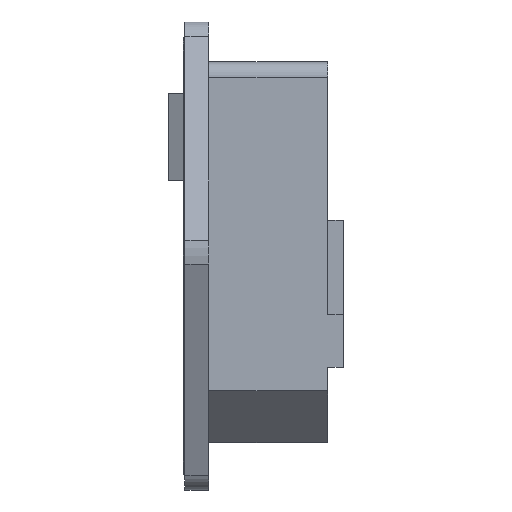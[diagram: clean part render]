
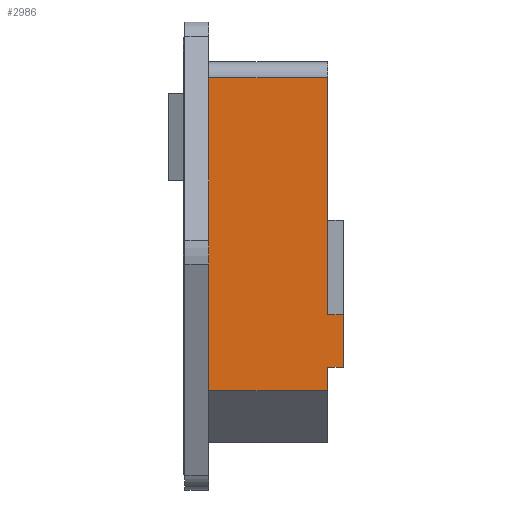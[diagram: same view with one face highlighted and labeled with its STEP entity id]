
A CAD part, left-side view. The second image highlights one B-rep face of the part: STEP entity #2986.
In plain terms, the highlighted planar face has unit normal (-1, 0, 0).
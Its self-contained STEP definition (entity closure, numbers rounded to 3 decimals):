
#102 = LINE ( 'NONE', #2376, #2321 ) ;
#111 = LINE ( 'NONE', #1460, #4580 ) ;
#128 = DIRECTION ( 'NONE',  ( 0., 0., 1. ) ) ;
#166 = CARTESIAN_POINT ( 'NONE',  ( -13.75, 0., -7.9 ) ) ;
#215 = CARTESIAN_POINT ( 'NONE',  ( -13.75, 0., 22. ) ) ;
#355 = DIRECTION ( 'NONE',  ( 0., -1., 0. ) ) ;
#424 = ORIENTED_EDGE ( 'NONE', *, *, #2285, .T. ) ;
#429 = VECTOR ( 'NONE', #858, 1000. ) ;
#455 = ORIENTED_EDGE ( 'NONE', *, *, #1555, .T. ) ;
#485 = EDGE_CURVE ( 'NONE', #617, #5882, #3331, .T. ) ;
#493 = EDGE_LOOP ( 'NONE', ( #424, #455, #514, #1996, #2772, #5759, #4394, #1820 ) ) ;
#514 = ORIENTED_EDGE ( 'NONE', *, *, #1906, .T. ) ;
#573 = DIRECTION ( 'NONE',  ( -1., 0., 0. ) ) ;
#581 = VERTEX_POINT ( 'NONE', #5318 ) ;
#617 = VERTEX_POINT ( 'NONE', #4875 ) ;
#677 = VECTOR ( 'NONE', #4683, 1000. ) ;
#858 = DIRECTION ( 'NONE',  ( 0., -1., 0. ) ) ;
#1081 = VERTEX_POINT ( 'NONE', #1608 ) ;
#1414 = LINE ( 'NONE', #3608, #1784 ) ;
#1460 = CARTESIAN_POINT ( 'NONE',  ( -13.75, 0., 0. ) ) ;
#1474 = EDGE_CURVE ( 'NONE', #5882, #3822, #2310, .T. ) ;
#1522 = DIRECTION ( 'NONE',  ( 0., 0., 1. ) ) ;
#1555 = EDGE_CURVE ( 'NONE', #3198, #581, #2066, .T. ) ;
#1608 = CARTESIAN_POINT ( 'NONE',  ( -13.75, 2., -14.5 ) ) ;
#1725 = VECTOR ( 'NONE', #355, 1000. ) ;
#1784 = VECTOR ( 'NONE', #4534, 1000. ) ;
#1820 = ORIENTED_EDGE ( 'NONE', *, *, #1474, .T. ) ;
#1906 = EDGE_CURVE ( 'NONE', #581, #1081, #4908, .T. ) ;
#1992 = EDGE_CURVE ( 'NONE', #4775, #5198, #111, .T. ) ;
#1996 = ORIENTED_EDGE ( 'NONE', *, *, #4233, .T. ) ;
#2066 = LINE ( 'NONE', #4436, #1725 ) ;
#2263 = DIRECTION ( 'NONE',  ( 0., 0., 1. ) ) ;
#2285 = EDGE_CURVE ( 'NONE', #3822, #3198, #102, .T. ) ;
#2310 = LINE ( 'NONE', #215, #677 ) ;
#2321 = VECTOR ( 'NONE', #5459, 1000. ) ;
#2376 = CARTESIAN_POINT ( 'NONE',  ( -13.75, 17., 0. ) ) ;
#2378 = CARTESIAN_POINT ( 'NONE',  ( -13.75, 2., 22. ) ) ;
#2383 = CARTESIAN_POINT ( 'NONE',  ( -13.75, 0., -14.5 ) ) ;
#2679 = VECTOR ( 'NONE', #1522, 1000. ) ;
#2725 = CARTESIAN_POINT ( 'NONE',  ( -13.75, 17., 22. ) ) ;
#2748 = CARTESIAN_POINT ( 'NONE',  ( -13.75, 2., 0. ) ) ;
#2772 = ORIENTED_EDGE ( 'NONE', *, *, #1992, .T. ) ;
#2986 = ADVANCED_FACE ( 'NONE', ( #5668 ), #3725, .T. ) ;
#3198 = VERTEX_POINT ( 'NONE', #5576 ) ;
#3296 = DIRECTION ( 'NONE',  ( 0., 0., 1. ) ) ;
#3331 = LINE ( 'NONE', #5597, #2679 ) ;
#3371 = AXIS2_PLACEMENT_3D ( 'NONE', #4652, #573, #128 ) ;
#3608 = CARTESIAN_POINT ( 'NONE',  ( -13.75, 0., -7.9 ) ) ;
#3725 = PLANE ( 'NONE',  #3371 ) ;
#3822 = VERTEX_POINT ( 'NONE', #2725 ) ;
#3961 = LINE ( 'NONE', #4080, #429 ) ;
#4080 = CARTESIAN_POINT ( 'NONE',  ( -13.75, 0., -14.5 ) ) ;
#4233 = EDGE_CURVE ( 'NONE', #1081, #4775, #3961, .T. ) ;
#4394 = ORIENTED_EDGE ( 'NONE', *, *, #485, .T. ) ;
#4436 = CARTESIAN_POINT ( 'NONE',  ( -13.75, 0., -17.5 ) ) ;
#4534 = DIRECTION ( 'NONE',  ( 0., 1., 0. ) ) ;
#4580 = VECTOR ( 'NONE', #3296, 1000. ) ;
#4652 = CARTESIAN_POINT ( 'NONE',  ( -13.75, 0., 0. ) ) ;
#4683 = DIRECTION ( 'NONE',  ( 0., 1., 0. ) ) ;
#4775 = VERTEX_POINT ( 'NONE', #2383 ) ;
#4865 = VECTOR ( 'NONE', #2263, 1000. ) ;
#4875 = CARTESIAN_POINT ( 'NONE',  ( -13.75, 2., -7.9 ) ) ;
#4908 = LINE ( 'NONE', #2748, #4865 ) ;
#5105 = EDGE_CURVE ( 'NONE', #5198, #617, #1414, .T. ) ;
#5198 = VERTEX_POINT ( 'NONE', #166 ) ;
#5318 = CARTESIAN_POINT ( 'NONE',  ( -13.75, 2., -17.5 ) ) ;
#5459 = DIRECTION ( 'NONE',  ( 0., 0., -1. ) ) ;
#5576 = CARTESIAN_POINT ( 'NONE',  ( -13.75, 17., -17.5 ) ) ;
#5597 = CARTESIAN_POINT ( 'NONE',  ( -13.75, 2., 0. ) ) ;
#5668 = FACE_OUTER_BOUND ( 'NONE', #493, .T. ) ;
#5759 = ORIENTED_EDGE ( 'NONE', *, *, #5105, .T. ) ;
#5882 = VERTEX_POINT ( 'NONE', #2378 ) ;
